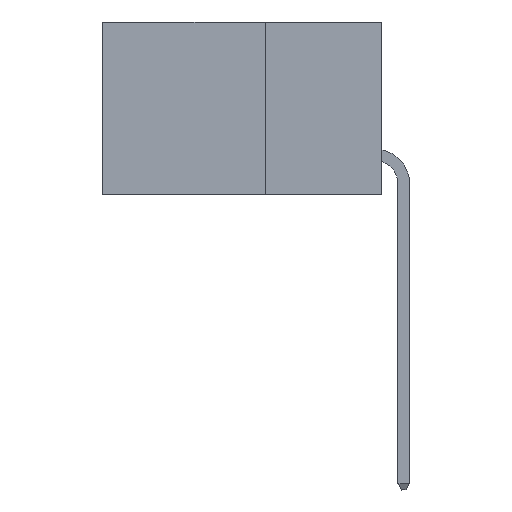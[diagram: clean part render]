
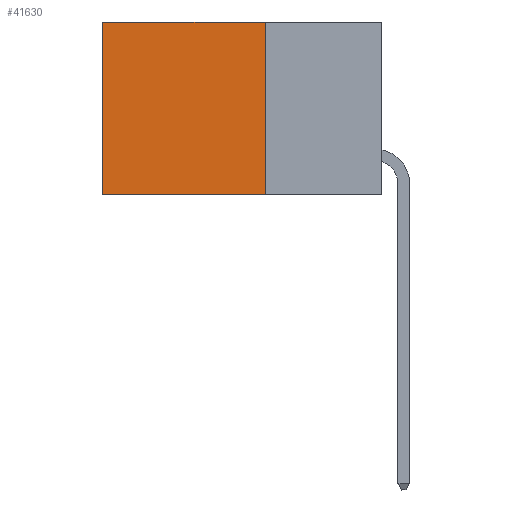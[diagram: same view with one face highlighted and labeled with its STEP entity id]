
A CAD part, left-side view. The second image highlights one B-rep face of the part: STEP entity #41630.
In plain terms, the highlighted planar face has unit normal (-1, 0, 0).
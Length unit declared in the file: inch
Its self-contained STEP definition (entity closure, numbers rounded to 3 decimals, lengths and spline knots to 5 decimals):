
#305 = CARTESIAN_POINT ( 'NONE',  ( 0.2875, 0.25, -0.37 ) ) ;
#2996 = CARTESIAN_POINT ( 'NONE',  ( 0.2875, 0.25, 0. ) ) ;
#3630 = CARTESIAN_POINT ( 'NONE',  ( 0.2875, 0.25, -0.37 ) ) ;
#4954 = VECTOR ( 'NONE', #29778, 39.37008 ) ;
#6101 = EDGE_CURVE ( 'NONE', #29654, #40384, #22180, .T. ) ;
#6491 = ORIENTED_EDGE ( 'NONE', *, *, #6101, .F. ) ;
#10225 = LINE ( 'NONE', #305, #19207 ) ;
#10407 = VERTEX_POINT ( 'NONE', #49623 ) ;
#12608 = VECTOR ( 'NONE', #20123, 39.37008 ) ;
#14012 = DIRECTION ( 'NONE',  ( 1., 0., 0. ) ) ;
#15614 = CARTESIAN_POINT ( 'NONE',  ( 0.2875, 0.25, 0. ) ) ;
#16186 = LINE ( 'NONE', #26800, #25796 ) ;
#16482 = ORIENTED_EDGE ( 'NONE', *, *, #30133, .F. ) ;
#18001 = DIRECTION ( 'NONE',  ( 0., 0., -1. ) ) ;
#19207 = VECTOR ( 'NONE', #46530, 39.37008 ) ;
#19444 = AXIS2_PLACEMENT_3D ( 'NONE', #25384, #14012, #18001 ) ;
#20123 = DIRECTION ( 'NONE',  ( 0., 0., -1. ) ) ;
#22180 = LINE ( 'NONE', #15614, #12608 ) ;
#25384 = CARTESIAN_POINT ( 'NONE',  ( 0.2875, 0.25, 0. ) ) ;
#25796 = VECTOR ( 'NONE', #30638, 39.37008 ) ;
#26609 = CARTESIAN_POINT ( 'NONE',  ( 0.2875, 0.6, 0. ) ) ;
#26800 = CARTESIAN_POINT ( 'NONE',  ( 0.2875, 0.6, 0. ) ) ;
#27913 = ORIENTED_EDGE ( 'NONE', *, *, #35493, .T. ) ;
#28145 = CARTESIAN_POINT ( 'NONE',  ( 0.2875, 0.25, 0. ) ) ;
#28658 = FACE_OUTER_BOUND ( 'NONE', #31052, .T. ) ;
#29654 = VERTEX_POINT ( 'NONE', #28145 ) ;
#29778 = DIRECTION ( 'NONE',  ( 0., 1., 0. ) ) ;
#30133 = EDGE_CURVE ( 'NONE', #40384, #10407, #10225, .T. ) ;
#30638 = DIRECTION ( 'NONE',  ( 0., 0., -1. ) ) ;
#31052 = EDGE_LOOP ( 'NONE', ( #46645, #16482, #6491, #27913 ) ) ;
#35493 = EDGE_CURVE ( 'NONE', #29654, #49721, #37243, .T. ) ;
#37015 = EDGE_CURVE ( 'NONE', #49721, #10407, #16186, .T. ) ;
#37243 = LINE ( 'NONE', #2996, #4954 ) ;
#40384 = VERTEX_POINT ( 'NONE', #3630 ) ;
#41630 = ADVANCED_FACE ( 'NONE', ( #28658 ), #47982, .F. ) ;
#46530 = DIRECTION ( 'NONE',  ( 0., 1., 0. ) ) ;
#46645 = ORIENTED_EDGE ( 'NONE', *, *, #37015, .T. ) ;
#47982 = PLANE ( 'NONE',  #19444 ) ;
#49623 = CARTESIAN_POINT ( 'NONE',  ( 0.2875, 0.6, -0.37 ) ) ;
#49721 = VERTEX_POINT ( 'NONE', #26609 ) ;
